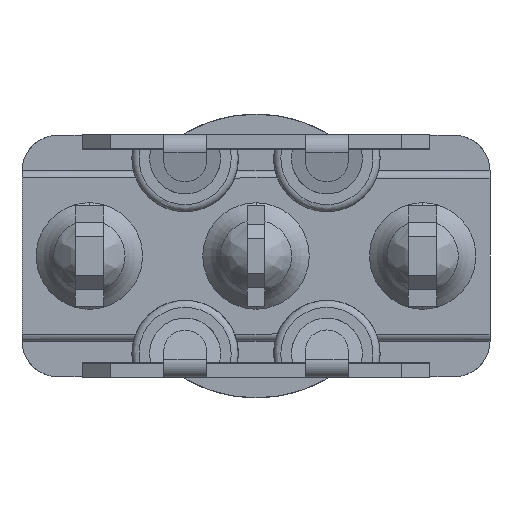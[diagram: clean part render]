
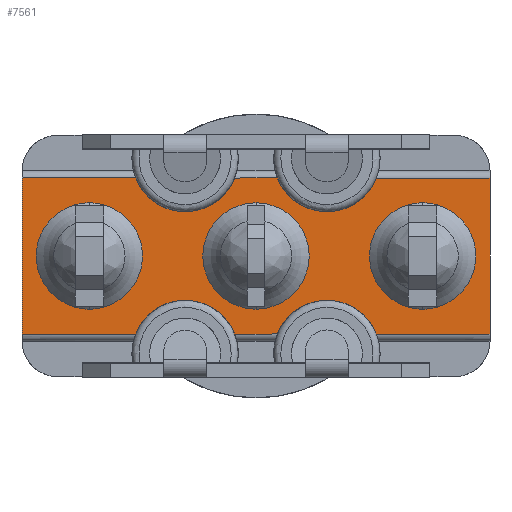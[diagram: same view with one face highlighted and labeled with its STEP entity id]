
A CAD part, front view. The second image highlights one B-rep face of the part: STEP entity #7561.
In plain terms, the highlighted planar face has unit normal (0, -1, 0).
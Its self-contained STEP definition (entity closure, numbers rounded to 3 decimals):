
#65=DIRECTION('',(0.,0.,1.));
#66=VECTOR('',#65,4.4);
#67=CARTESIAN_POINT('',(-6.6,-10.95,-2.2));
#68=LINE('',#67,#66);
#69=CARTESIAN_POINT('',(-2.,-10.95,2.75));
#70=DIRECTION('',(0.,-1.,0.));
#71=DIRECTION('',(-0.93,0.,-0.367));
#72=AXIS2_PLACEMENT_3D('',#69,#70,#71);
#74=CARTESIAN_POINT('',(-2.,-10.95,2.75));
#75=DIRECTION('',(0.,-1.,0.));
#76=DIRECTION('',(0.,0.,-1.));
#77=AXIS2_PLACEMENT_3D('',#74,#75,#76);
#79=CARTESIAN_POINT('',(2.,-10.95,2.75));
#80=DIRECTION('',(0.,-1.,0.));
#81=DIRECTION('',(-0.93,0.,-0.367));
#82=AXIS2_PLACEMENT_3D('',#79,#80,#81);
#84=CARTESIAN_POINT('',(2.,-10.95,2.75));
#85=DIRECTION('',(0.,-1.,0.));
#86=DIRECTION('',(0.,0.,-1.));
#87=AXIS2_PLACEMENT_3D('',#84,#85,#86);
#89=DIRECTION('',(0.,0.,-1.));
#90=VECTOR('',#89,4.4);
#91=CARTESIAN_POINT('',(6.6,-10.95,2.2));
#92=LINE('',#91,#90);
#93=CARTESIAN_POINT('',(2.,-10.95,-2.75));
#94=DIRECTION('',(0.,-1.,0.));
#95=DIRECTION('',(0.93,0.,0.367));
#96=AXIS2_PLACEMENT_3D('',#93,#94,#95);
#98=CARTESIAN_POINT('',(2.,-10.95,-2.75));
#99=DIRECTION('',(0.,-1.,0.));
#100=DIRECTION('',(0.,0.,1.));
#101=AXIS2_PLACEMENT_3D('',#98,#99,#100);
#103=CARTESIAN_POINT('',(-2.,-10.95,-2.75));
#104=DIRECTION('',(0.,-1.,0.));
#105=DIRECTION('',(0.93,0.,0.367));
#106=AXIS2_PLACEMENT_3D('',#103,#104,#105);
#108=CARTESIAN_POINT('',(-2.,-10.95,-2.75));
#109=DIRECTION('',(0.,-1.,0.));
#110=DIRECTION('',(0.,0.,1.));
#111=AXIS2_PLACEMENT_3D('',#108,#109,#110);
#113=DIRECTION('',(1.,0.,0.));
#114=VECTOR('',#113,3.204);
#115=CARTESIAN_POINT('',(-6.6,-10.95,-2.2));
#116=LINE('',#115,#114);
#4441=DIRECTION('',(1.,0.,0.));
#4442=VECTOR('',#4441,1.209);
#4443=CARTESIAN_POINT('',(-0.604,-10.95,-2.2));
#4444=LINE('',#4443,#4442);
#4465=DIRECTION('',(1.,0.,0.));
#4466=VECTOR('',#4465,3.204);
#4467=CARTESIAN_POINT('',(3.396,-10.95,-2.2));
#4468=LINE('',#4467,#4466);
#4503=DIRECTION('',(-1.,0.,0.));
#4504=VECTOR('',#4503,3.204);
#4505=CARTESIAN_POINT('',(6.6,-10.95,2.2));
#4506=LINE('',#4505,#4504);
#4625=DIRECTION('',(-1.,0.,0.));
#4626=VECTOR('',#4625,1.209);
#4627=CARTESIAN_POINT('',(0.604,-10.95,2.2));
#4628=LINE('',#4627,#4626);
#4773=DIRECTION('',(-1.,0.,0.));
#4774=VECTOR('',#4773,3.204);
#4775=CARTESIAN_POINT('',(-3.396,-10.95,2.2));
#4776=LINE('',#4775,#4774);
#6387=CARTESIAN_POINT('',(-6.6,-10.95,-2.2));
#6388=CARTESIAN_POINT('',(-3.396,-10.95,-2.2));
#6389=VERTEX_POINT('',#6387);
#6390=VERTEX_POINT('',#6388);
#6391=CARTESIAN_POINT('',(-6.6,-10.95,2.2));
#6392=VERTEX_POINT('',#6391);
#6393=CARTESIAN_POINT('',(-3.396,-10.95,2.2));
#6394=VERTEX_POINT('',#6393);
#6395=CARTESIAN_POINT('',(-2.,-10.95,1.25));
#6396=CARTESIAN_POINT('',(-0.604,-10.95,2.2));
#6397=VERTEX_POINT('',#6395);
#6398=VERTEX_POINT('',#6396);
#6399=CARTESIAN_POINT('',(0.604,-10.95,2.2));
#6400=VERTEX_POINT('',#6399);
#6401=CARTESIAN_POINT('',(2.,-10.95,1.25));
#6402=CARTESIAN_POINT('',(3.396,-10.95,2.2));
#6403=VERTEX_POINT('',#6401);
#6404=VERTEX_POINT('',#6402);
#6405=CARTESIAN_POINT('',(6.6,-10.95,2.2));
#6406=VERTEX_POINT('',#6405);
#6407=CARTESIAN_POINT('',(6.6,-10.95,-2.2));
#6408=VERTEX_POINT('',#6407);
#6409=CARTESIAN_POINT('',(3.396,-10.95,-2.2));
#6410=VERTEX_POINT('',#6409);
#6411=CARTESIAN_POINT('',(2.,-10.95,-1.25));
#6412=CARTESIAN_POINT('',(0.604,-10.95,-2.2));
#6413=VERTEX_POINT('',#6411);
#6414=VERTEX_POINT('',#6412);
#6415=CARTESIAN_POINT('',(-0.604,-10.95,-2.2));
#6416=VERTEX_POINT('',#6415);
#6417=CARTESIAN_POINT('',(-2.,-10.95,-1.25));
#6418=VERTEX_POINT('',#6417);
#7522=CARTESIAN_POINT('',(0.,-10.95,0.));
#7523=DIRECTION('',(0.,-1.,0.));
#7524=DIRECTION('',(0.,0.,-1.));
#7525=AXIS2_PLACEMENT_3D('',#7522,#7523,#7524);
#7526=PLANE('',#7525);
#7528=ORIENTED_EDGE('',*,*,#7527,.F.);
#7530=ORIENTED_EDGE('',*,*,#7529,.T.);
#7532=ORIENTED_EDGE('',*,*,#7531,.F.);
#7534=ORIENTED_EDGE('',*,*,#7533,.T.);
#7536=ORIENTED_EDGE('',*,*,#7535,.T.);
#7538=ORIENTED_EDGE('',*,*,#7537,.F.);
#7540=ORIENTED_EDGE('',*,*,#7539,.T.);
#7542=ORIENTED_EDGE('',*,*,#7541,.T.);
#7544=ORIENTED_EDGE('',*,*,#7543,.F.);
#7546=ORIENTED_EDGE('',*,*,#7545,.T.);
#7548=ORIENTED_EDGE('',*,*,#7547,.F.);
#7550=ORIENTED_EDGE('',*,*,#7549,.T.);
#7552=ORIENTED_EDGE('',*,*,#7551,.T.);
#7554=ORIENTED_EDGE('',*,*,#7553,.F.);
#7556=ORIENTED_EDGE('',*,*,#7555,.T.);
#7558=ORIENTED_EDGE('',*,*,#7557,.T.);
#7559=EDGE_LOOP('',(#7528,#7530,#7532,#7534,#7536,#7538,#7540,#7542,#7544,#7546,
#7548,#7550,#7552,#7554,#7556,#7558));
#7560=FACE_OUTER_BOUND('',#7559,.F.);
#7561=ADVANCED_FACE('',(#7560),#7526,.T.);
#73=CIRCLE('',#72,1.5);
#78=CIRCLE('',#77,1.5);
#83=CIRCLE('',#82,1.5);
#88=CIRCLE('',#87,1.5);
#97=CIRCLE('',#96,1.5);
#102=CIRCLE('',#101,1.5);
#107=CIRCLE('',#106,1.5);
#112=CIRCLE('',#111,1.5);
#7527=EDGE_CURVE('',#6389,#6390,#116,.T.);
#7529=EDGE_CURVE('',#6389,#6392,#68,.T.);
#7531=EDGE_CURVE('',#6394,#6392,#4776,.T.);
#7533=EDGE_CURVE('',#6394,#6397,#73,.T.);
#7535=EDGE_CURVE('',#6397,#6398,#78,.T.);
#7537=EDGE_CURVE('',#6400,#6398,#4628,.T.);
#7539=EDGE_CURVE('',#6400,#6403,#83,.T.);
#7541=EDGE_CURVE('',#6403,#6404,#88,.T.);
#7543=EDGE_CURVE('',#6406,#6404,#4506,.T.);
#7545=EDGE_CURVE('',#6406,#6408,#92,.T.);
#7547=EDGE_CURVE('',#6410,#6408,#4468,.T.);
#7549=EDGE_CURVE('',#6410,#6413,#97,.T.);
#7551=EDGE_CURVE('',#6413,#6414,#102,.T.);
#7553=EDGE_CURVE('',#6416,#6414,#4444,.T.);
#7555=EDGE_CURVE('',#6416,#6418,#107,.T.);
#7557=EDGE_CURVE('',#6418,#6390,#112,.T.);
